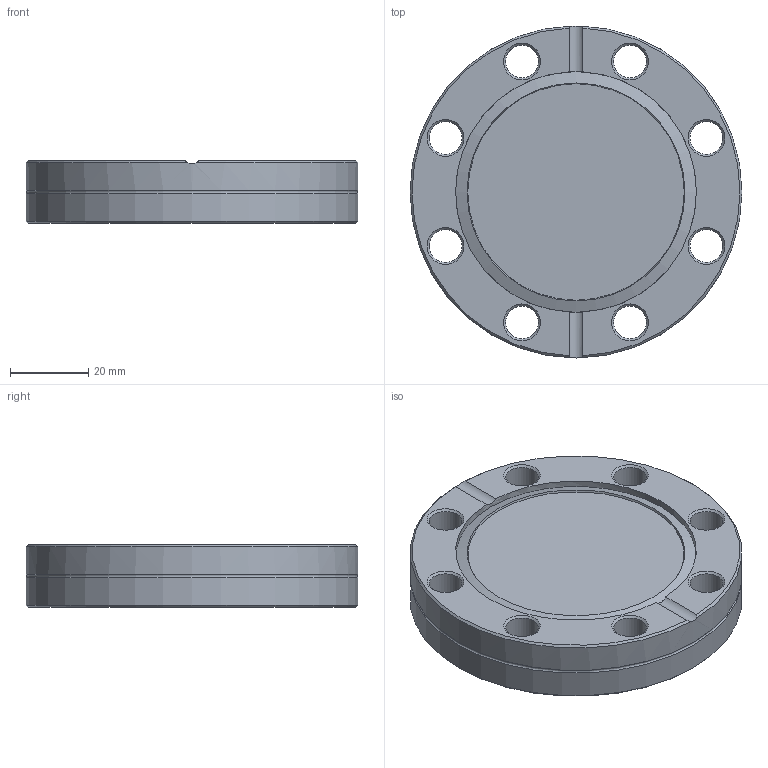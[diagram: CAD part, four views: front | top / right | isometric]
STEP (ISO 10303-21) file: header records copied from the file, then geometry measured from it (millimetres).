
FILE_DESCRIPTION( ( 'Unknown' ), '1' );
FILE_NAME( 'F0337X000N.stp', 'Unknown', ( 'Unknown' ), ( 'Unknown' ), 'XStep 1.0', 'Unknown', ' ' );
FILE_SCHEMA( ( 'CONFIG_CONTROL_DESIGN' ) );
Length unit declared in the file: millimetre
Products named in the file (1): 1
Bounding box: 85.09 x 85.09 x 16 mm (x, y, z)
Volume: 80128.6 mm3; surface area: 18351.5 mm2
Topology: 1 solids, 1 shells, 39 faces, 91 edges, 54 vertices
Faces by surface type: cone 21, cylinder 13, plane 4, torus 1
Full cylindrical faces by diameter (mm): 8.433 x8, 61.722 x1, 85.09 x2
Entity records: 1052 total; most frequent: CARTESIAN_POINT 212, DIRECTION 174, ORIENTED_EDGE 114, EDGE_LOOP 86, AXIS2_PLACEMENT_3D 85, EDGE_CURVE 57, FACE_OUTER_BOUND 51, VERTEX_POINT 51
